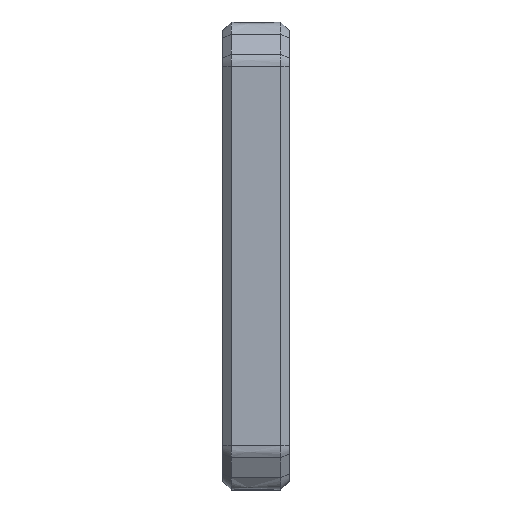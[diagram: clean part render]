
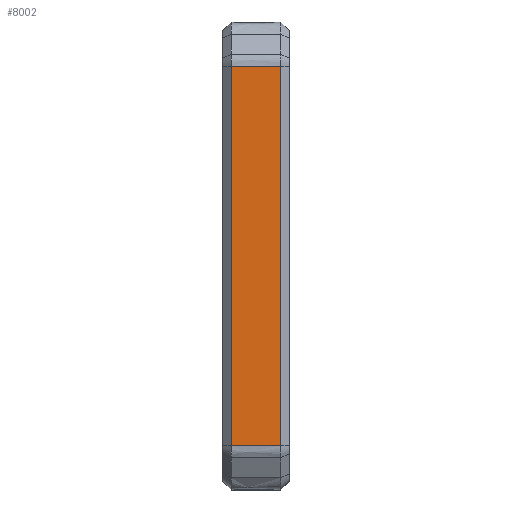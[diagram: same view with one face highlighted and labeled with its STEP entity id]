
A CAD part, left-side view. The second image highlights one B-rep face of the part: STEP entity #8002.
In plain terms, the highlighted planar face has unit normal (-1, 0, 0).
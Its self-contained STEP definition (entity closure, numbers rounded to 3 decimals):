
#892 = LINE ( 'NONE', #1990, #5108 ) ;
#1313 = FACE_OUTER_BOUND ( 'NONE', #8148, .T. ) ;
#1372 = CARTESIAN_POINT ( 'NONE',  ( -80.012, -4., 45.334 ) ) ;
#1687 = CARTESIAN_POINT ( 'NONE',  ( -80.013, 8.2, -47.434 ) ) ;
#1990 = CARTESIAN_POINT ( 'NONE',  ( -80.013, -4., 56.2 ) ) ;
#2093 = LINE ( 'NONE', #3240, #3118 ) ;
#2506 = DIRECTION ( 'NONE',  ( 0., 0., 1. ) ) ;
#2639 = CARTESIAN_POINT ( 'NONE',  ( -80.013, 8.2, 45.334 ) ) ;
#3118 = VECTOR ( 'NONE', #8882, 1000. ) ;
#3240 = CARTESIAN_POINT ( 'NONE',  ( -80.013, 8.2, 56.2 ) ) ;
#3624 = ORIENTED_EDGE ( 'NONE', *, *, #6007, .T. ) ;
#3652 = PLANE ( 'NONE',  #7824 ) ;
#4809 = DIRECTION ( 'NONE',  ( 0., 0., 1. ) ) ;
#4819 = ORIENTED_EDGE ( 'NONE', *, *, #9105, .T. ) ;
#5108 = VECTOR ( 'NONE', #4809, 1000. ) ;
#5143 = VERTEX_POINT ( 'NONE', #11237 ) ;
#5392 = CARTESIAN_POINT ( 'NONE',  ( -80.013, -6., 56.2 ) ) ;
#5398 = ORIENTED_EDGE ( 'NONE', *, *, #11688, .T. ) ;
#5591 = CARTESIAN_POINT ( 'NONE',  ( -80.013, 0.067, -47.434 ) ) ;
#5862 = VERTEX_POINT ( 'NONE', #8030 ) ;
#6007 = EDGE_CURVE ( 'NONE', #9831, #5862, #8349, .T. ) ;
#6546 = EDGE_CURVE ( 'NONE', #5143, #10753, #12610, .T. ) ;
#7008 = CARTESIAN_POINT ( 'NONE',  ( -80.013, 8.2, 45.334 ) ) ;
#7824 = AXIS2_PLACEMENT_3D ( 'NONE', #5392, #11282, #2506 ) ;
#8002 = ADVANCED_FACE ( 'NONE', ( #1313 ), #3652, .T. ) ;
#8030 = CARTESIAN_POINT ( 'NONE',  ( -80.013, -4., -47.434 ) ) ;
#8148 = EDGE_LOOP ( 'NONE', ( #8635, #5398, #3624, #4819 ) ) ;
#8349 = B_SPLINE_CURVE_WITH_KNOTS ( 'NONE', 3,
 ( #9254, #11480, #5591, #8469 ),
 .UNSPECIFIED., .F., .F.,
 ( 4, 4 ),
 ( 0.123, 0.877 ),
 .UNSPECIFIED. ) ;
#8469 = CARTESIAN_POINT ( 'NONE',  ( -80.013, -4., -47.434 ) ) ;
#8635 = ORIENTED_EDGE ( 'NONE', *, *, #6546, .T. ) ;
#8882 = DIRECTION ( 'NONE',  ( 0., 0., -1. ) ) ;
#8997 = CARTESIAN_POINT ( 'NONE',  ( -80.013, 0.067, 45.334 ) ) ;
#9105 = EDGE_CURVE ( 'NONE', #5862, #5143, #892, .T. ) ;
#9254 = CARTESIAN_POINT ( 'NONE',  ( -80.013, 8.2, -47.434 ) ) ;
#9831 = VERTEX_POINT ( 'NONE', #1687 ) ;
#10216 = CARTESIAN_POINT ( 'NONE',  ( -80.013, 4.133, 45.334 ) ) ;
#10753 = VERTEX_POINT ( 'NONE', #2639 ) ;
#11237 = CARTESIAN_POINT ( 'NONE',  ( -80.012, -4., 45.334 ) ) ;
#11282 = DIRECTION ( 'NONE',  ( -1., 0., 0. ) ) ;
#11480 = CARTESIAN_POINT ( 'NONE',  ( -80.013, 4.133, -47.434 ) ) ;
#11688 = EDGE_CURVE ( 'NONE', #10753, #9831, #2093, .T. ) ;
#12610 = B_SPLINE_CURVE_WITH_KNOTS ( 'NONE', 3,
 ( #1372, #8997, #10216, #7008 ),
 .UNSPECIFIED., .F., .F.,
 ( 4, 4 ),
 ( 0.123, 0.877 ),
 .UNSPECIFIED. ) ;
